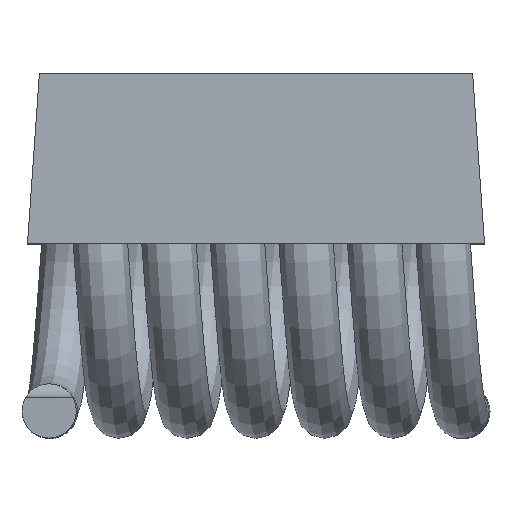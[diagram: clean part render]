
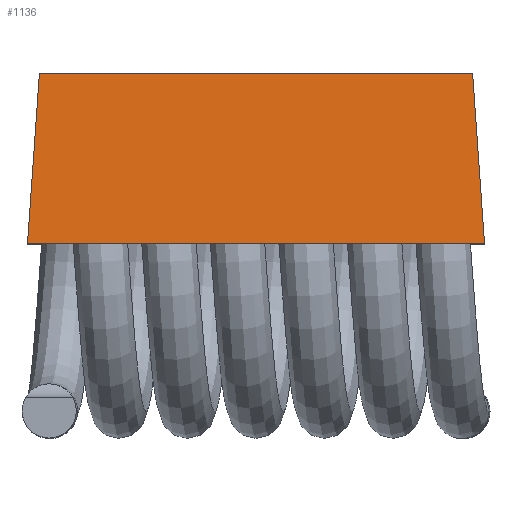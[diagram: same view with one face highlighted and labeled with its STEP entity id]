
A CAD part, top view. The second image highlights one B-rep face of the part: STEP entity #1136.
In plain terms, the highlighted planar face has unit normal (0, 0.07, 0.998).
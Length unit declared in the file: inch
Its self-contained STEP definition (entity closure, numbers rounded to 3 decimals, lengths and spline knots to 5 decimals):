
#38 = CARTESIAN_POINT ( 'NONE',  ( -0.0045, 0.15, 0.0675 ) ) ;
#49 = DIRECTION ( 'NONE',  ( -1., 0., 0. ) ) ;
#269 = CARTESIAN_POINT ( 'NONE',  ( -0.0045, 0.15, 0.0675 ) ) ;
#271 = DIRECTION ( 'NONE',  ( 0., -0.998, 0.07 ) ) ;
#274 = PLANE ( 'NONE',  #3621 ) ;
#321 = DIRECTION ( 'NONE',  ( 0., 0.07, 0.998 ) ) ;
#638 = CARTESIAN_POINT ( 'NONE',  ( -0.0045, 0.15, 0.0675 ) ) ;
#639 = DIRECTION ( 'NONE',  ( -0.07, -0.995, 0.07 ) ) ;
#942 = VERTEX_POINT ( 'NONE', #2435 ) ;
#975 = EDGE_LOOP ( 'NONE', ( #1074, #1111, #1085, #1129 ) ) ;
#981 = VERTEX_POINT ( 'NONE', #2423 ) ;
#1044 = VERTEX_POINT ( 'NONE', #2398 ) ;
#1062 = VERTEX_POINT ( 'NONE', #2438 ) ;
#1074 = ORIENTED_EDGE ( 'NONE', *, *, #1295, .F. ) ;
#1085 = ORIENTED_EDGE ( 'NONE', *, *, #1157, .T. ) ;
#1111 = ORIENTED_EDGE ( 'NONE', *, *, #1202, .T. ) ;
#1121 = FACE_OUTER_BOUND ( 'NONE', #975, .T. ) ;
#1129 = ORIENTED_EDGE ( 'NONE', *, *, #1276, .T. ) ;
#1136 = ADVANCED_FACE ( 'NONE', ( #1121 ), #274, .T. ) ;
#1157 = EDGE_CURVE ( 'NONE', #1062, #1044, #4006, .T. ) ;
#1202 = EDGE_CURVE ( 'NONE', #942, #1062, #4022, .T. ) ;
#1204 = DIRECTION ( 'NONE',  ( -0.07, 0.995, -0.07 ) ) ;
#1207 = CARTESIAN_POINT ( 'NONE',  ( 0.17839, 0.08, 0.07239 ) ) ;
#1276 = EDGE_CURVE ( 'NONE', #1044, #981, #4047, .T. ) ;
#1295 = EDGE_CURVE ( 'NONE', #942, #981, #4032, .T. ) ;
#2398 = CARTESIAN_POINT ( 'NONE',  ( -0.0045, 0.15, 0.0675 ) ) ;
#2423 = CARTESIAN_POINT ( 'NONE',  ( -0.00939, 0.08, 0.07239 ) ) ;
#2435 = CARTESIAN_POINT ( 'NONE',  ( 0.17839, 0.08, 0.07239 ) ) ;
#2438 = CARTESIAN_POINT ( 'NONE',  ( 0.1735, 0.15, 0.0675 ) ) ;
#2750 = CARTESIAN_POINT ( 'NONE',  ( -0.0045, 0.08, 0.07239 ) ) ;
#2751 = DIRECTION ( 'NONE',  ( -1., 0., 0. ) ) ;
#3543 = VECTOR ( 'NONE', #639, 39.37008 ) ;
#3583 = VECTOR ( 'NONE', #1204, 39.37008 ) ;
#3588 = VECTOR ( 'NONE', #49, 39.37008 ) ;
#3621 = AXIS2_PLACEMENT_3D ( 'NONE', #269, #321, #271 ) ;
#3627 = VECTOR ( 'NONE', #2751, 39.37008 ) ;
#4006 = LINE ( 'NONE', #38, #3588 ) ;
#4022 = LINE ( 'NONE', #1207, #3583 ) ;
#4032 = LINE ( 'NONE', #2750, #3627 ) ;
#4047 = LINE ( 'NONE', #638, #3543 ) ;
